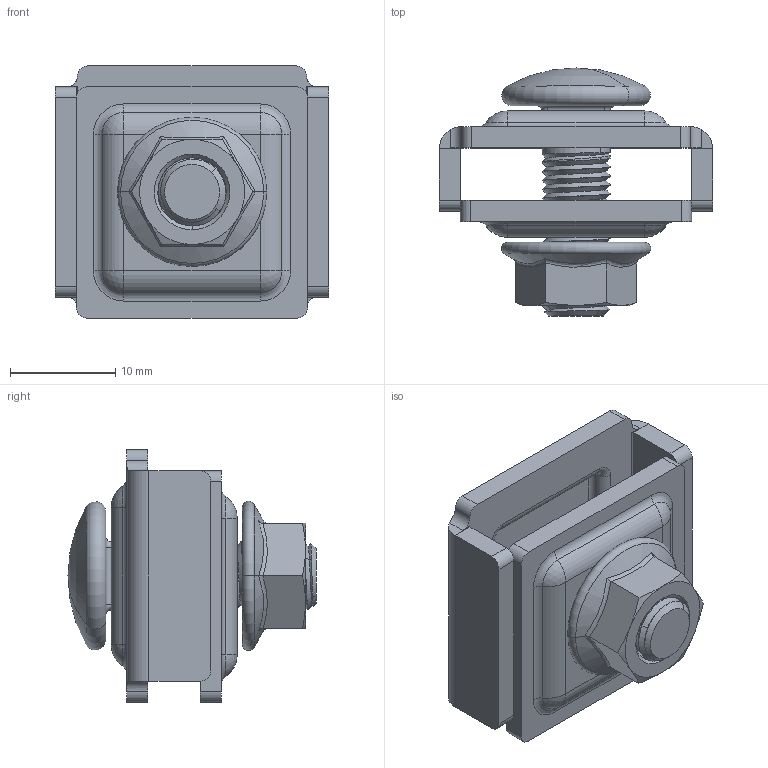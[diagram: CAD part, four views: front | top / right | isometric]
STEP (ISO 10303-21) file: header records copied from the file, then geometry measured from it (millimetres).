
FILE_DESCRIPTION((''),'2;1');
FILE_NAME('USSN_ASM','2019-11-05T07:07:57',('tomasz.grudniewski'),(''),'CREO PARAMETRIC BY PTC INC, 2019080','CREO PARAMETRIC BY PTC INC, 2019080','');
FILE_SCHEMA(('CONFIG_CONTROL_DESIGN'));
Length unit declared in the file: millimetre
Products named in the file (5): M6_25_N; USS_NOWE; PLYTKA_BLOKUJACA; M6_N; USSN_ASM
Assembly tree (4 placements, depth 2):
  USSN_ASM
    M6_25_N
    USS_NOWE
    PLYTKA_BLOKUJACA
    M6_N
Bounding box: 26 x 23.6 x 24 mm (x, y, z)
Volume: 4088.9 mm3; surface area: 4660.6 mm2
Topology: 4 solids, 4 shells, 398 faces, 967 edges, 610 vertices
Faces by surface type: plane 196, cylinder 110, torus 30, bspline 26, cone 18, sphere 18
Entity records: 17484 total; most frequent: CARTESIAN_POINT 8330, ORIENTED_EDGE 1930, DIRECTION 1740, EDGE_CURVE 965, VERTEX_POINT 610, VECTOR 586, LINE 586, AXIS2_PLACEMENT_3D 577
